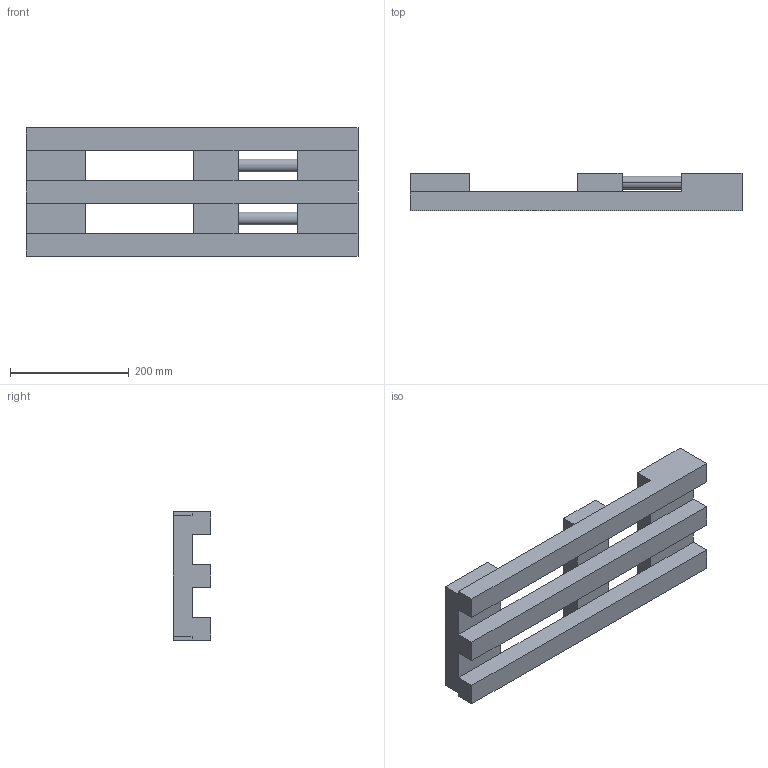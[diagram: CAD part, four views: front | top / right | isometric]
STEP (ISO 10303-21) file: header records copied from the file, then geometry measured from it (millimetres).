
FILE_DESCRIPTION(('produced by SPATIAL CORP'),'2;1');
FILE_NAME( 'vise.prt.hh.sat.stp', '2002-04-19T14:07:51+00:00',('SPATIAL CORP'),('SPATIAL CORP'), 'ACIS STEP Husk','http://www.spatial.com','SPATIAL CORP');
FILE_SCHEMA(('CONFIG_CONTROL_DESIGN'));
Length unit declared in the file: millimetre
Products named in the file (1): PRODUCT_ID_1
Bounding box: 560 x 63.5 x 216.41 mm (x, y, z)
Volume: 3942417 mm3; surface area: 368084.9 mm2
Topology: 1 solids, 1 shells, 36 faces, 110 edges, 68 vertices
Faces by surface type: plane 32, cylinder 4
Entity records: 1303 total; most frequent: ORIENTED_EDGE 220, CARTESIAN_POINT 214, DIRECTION 190, EDGE_CURVE 110, VECTOR 102, LINE 102, VERTEX_POINT 68, AXIS2_PLACEMENT_3D 44
